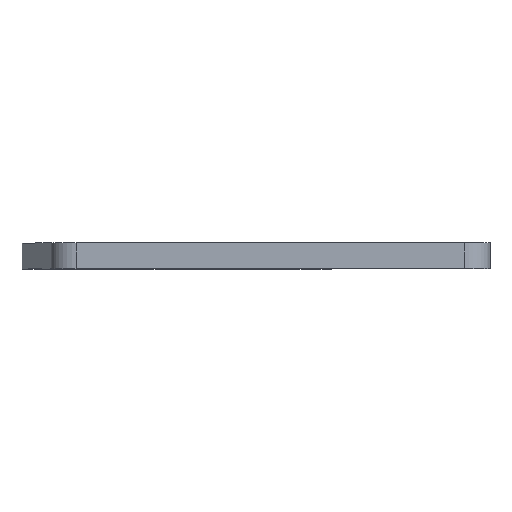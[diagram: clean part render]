
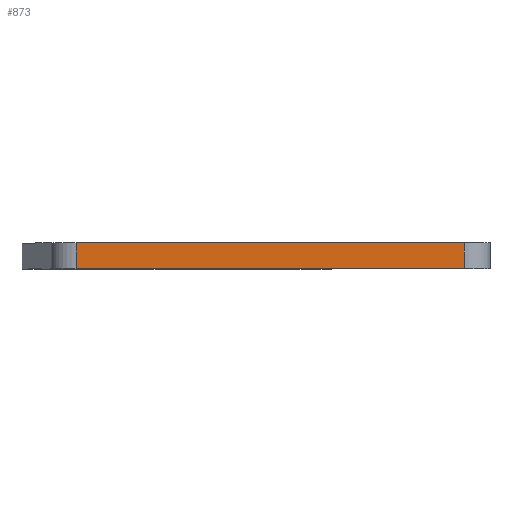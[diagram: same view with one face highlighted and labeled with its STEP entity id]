
A CAD part, top view. The second image highlights one B-rep face of the part: STEP entity #873.
In plain terms, the highlighted planar face has unit normal (0, 0, 1).
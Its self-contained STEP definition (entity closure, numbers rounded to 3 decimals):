
#222 = VERTEX_POINT('',#223);
#223 = CARTESIAN_POINT('',(-37.5,-50.,31.25));
#230 = EDGE_CURVE('',#231,#222,#233,.T.);
#231 = VERTEX_POINT('',#232);
#232 = CARTESIAN_POINT('',(37.5,-50.,31.25));
#233 = LINE('',#234,#235);
#234 = CARTESIAN_POINT('',(37.5,-50.,31.25));
#235 = VECTOR('',#236,1.);
#236 = DIRECTION('',(-1.,0.,0.));
#440 = VERTEX_POINT('',#441);
#441 = CARTESIAN_POINT('',(-37.5,-55.,31.25));
#448 = EDGE_CURVE('',#449,#440,#451,.T.);
#449 = VERTEX_POINT('',#450);
#450 = CARTESIAN_POINT('',(37.5,-55.,31.25));
#451 = LINE('',#452,#453);
#452 = CARTESIAN_POINT('',(37.5,-55.,31.25));
#453 = VECTOR('',#454,1.);
#454 = DIRECTION('',(-1.,0.,0.));
#862 = EDGE_CURVE('',#231,#449,#863,.T.);
#863 = LINE('',#864,#865);
#864 = CARTESIAN_POINT('',(37.5,-50.,31.25));
#865 = VECTOR('',#866,1.);
#866 = DIRECTION('',(0.,-1.,0.));
#873 = ADVANCED_FACE('',(#874),#885,.F.);
#874 = FACE_BOUND('',#875,.F.);
#875 = EDGE_LOOP('',(#876,#877,#878,#884));
#876 = ORIENTED_EDGE('',*,*,#862,.T.);
#877 = ORIENTED_EDGE('',*,*,#448,.T.);
#878 = ORIENTED_EDGE('',*,*,#879,.F.);
#879 = EDGE_CURVE('',#222,#440,#880,.T.);
#880 = LINE('',#881,#882);
#881 = CARTESIAN_POINT('',(-37.5,-50.,31.25));
#882 = VECTOR('',#883,1.);
#883 = DIRECTION('',(0.,-1.,0.));
#884 = ORIENTED_EDGE('',*,*,#230,.F.);
#885 = PLANE('',#886);
#886 = AXIS2_PLACEMENT_3D('',#887,#888,#889);
#887 = CARTESIAN_POINT('',(37.5,-50.,31.25));
#888 = DIRECTION('',(-0.,0.,-1.));
#889 = DIRECTION('',(-1.,0.,0.));
